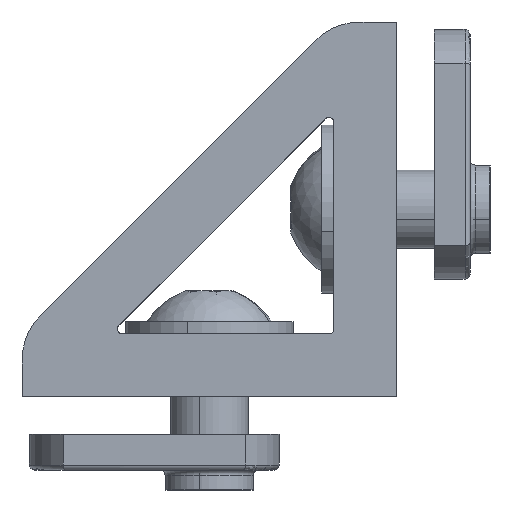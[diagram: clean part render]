
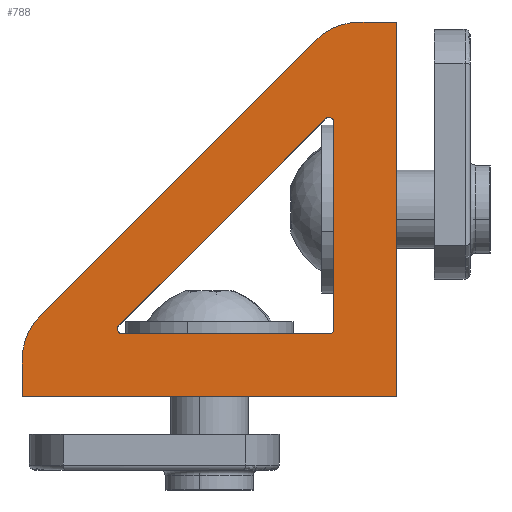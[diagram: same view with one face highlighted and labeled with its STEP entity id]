
A CAD part, left-side view. The second image highlights one B-rep face of the part: STEP entity #788.
In plain terms, the highlighted planar face has unit normal (-1, 0, 0).
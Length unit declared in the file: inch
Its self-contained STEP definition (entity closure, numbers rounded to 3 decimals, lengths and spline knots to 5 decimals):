
#22 = ORIENTED_EDGE ( 'NONE', *, *, #4778, .F. ) ;
#35 = ORIENTED_EDGE ( 'NONE', *, *, #4790, .T. ) ;
#68 = ORIENTED_EDGE ( 'NONE', *, *, #269, .T. ) ;
#109 = ORIENTED_EDGE ( 'NONE', *, *, #776, .T. ) ;
#145 = VERTEX_POINT ( 'NONE', #1801 ) ;
#147 = VERTEX_POINT ( 'NONE', #1820 ) ;
#148 = ORIENTED_EDGE ( 'NONE', *, *, #2962, .T. ) ;
#158 = EDGE_CURVE ( 'NONE', #469, #145, #1950, .T. ) ;
#189 = ORIENTED_EDGE ( 'NONE', *, *, #852, .T. ) ;
#194 = VERTEX_POINT ( 'NONE', #2203 ) ;
#211 = VERTEX_POINT ( 'NONE', #2358 ) ;
#225 = ORIENTED_EDGE ( 'NONE', *, *, #421, .T. ) ;
#269 = EDGE_CURVE ( 'NONE', #211, #194, #2793, .T. ) ;
#272 = ORIENTED_EDGE ( 'NONE', *, *, #4762, .F. ) ;
#274 = ORIENTED_EDGE ( 'NONE', *, *, #2182, .T. ) ;
#316 = EDGE_LOOP ( 'NONE', ( #274, #225, #189, #148, #109, #68, #35 ) ) ;
#337 = EDGE_CURVE ( 'NONE', #4751, #626, #3364, .T. ) ;
#409 = EDGE_LOOP ( 'NONE', ( #272, #2393, #910, #22, #504, #3581, #582 ) ) ;
#421 = EDGE_CURVE ( 'NONE', #147, #841, #1179, .T. ) ;
#456 = VERTEX_POINT ( 'NONE', #1473 ) ;
#469 = VERTEX_POINT ( 'NONE', #1541 ) ;
#479 = EDGE_CURVE ( 'NONE', #456, #684, #1585, .T. ) ;
#504 = ORIENTED_EDGE ( 'NONE', *, *, #479, .F. ) ;
#580 = EDGE_CURVE ( 'NONE', #145, #4806, #2336, .T. ) ;
#582 = ORIENTED_EDGE ( 'NONE', *, *, #337, .F. ) ;
#626 = VERTEX_POINT ( 'NONE', #2782 ) ;
#684 = VERTEX_POINT ( 'NONE', #3129 ) ;
#748 = VERTEX_POINT ( 'NONE', #3353 ) ;
#776 = EDGE_CURVE ( 'NONE', #748, #211, #3510, .T. ) ;
#788 = ADVANCED_FACE ( 'NONE', ( #3569, #3570 ), #3571, .T. ) ;
#841 = VERTEX_POINT ( 'NONE', #1054 ) ;
#852 = EDGE_CURVE ( 'NONE', #841, #2755, #1144, .T. ) ;
#910 = ORIENTED_EDGE ( 'NONE', *, *, #158, .F. ) ;
#1054 = CARTESIAN_POINT ( 'NONE',  ( -2.905, 0., 0. ) ) ;
#1144 = LINE ( 'NONE', #1145, #1146 ) ;
#1145 = CARTESIAN_POINT ( 'NONE',  ( -2.905, 0., 0. ) ) ;
#1146 = VECTOR ( 'NONE', #1147, 39.37008 ) ;
#1147 = DIRECTION ( 'NONE',  ( 0., 0., 1. ) ) ;
#1179 = LINE ( 'NONE', #1180, #1181 ) ;
#1180 = CARTESIAN_POINT ( 'NONE',  ( -2.905, 1.5, 0. ) ) ;
#1181 = VECTOR ( 'NONE', #1182, 39.37008 ) ;
#1182 = DIRECTION ( 'NONE',  ( 0., -1., 0. ) ) ;
#1473 = CARTESIAN_POINT ( 'NONE',  ( -2.905, 0.25, 0.27 ) ) ;
#1541 = CARTESIAN_POINT ( 'NONE',  ( -2.905, 0.27, 1.11772 ) ) ;
#1585 = LINE ( 'NONE', #1586, #1587 ) ;
#1586 = CARTESIAN_POINT ( 'NONE',  ( -2.905, 0.25, 0.27 ) ) ;
#1587 = VECTOR ( 'NONE', #1590, 39.37008 ) ;
#1590 = DIRECTION ( 'NONE',  ( 0., 0., 1. ) ) ;
#1801 = CARTESIAN_POINT ( 'NONE',  ( -2.905, 0.28414, 1.11186 ) ) ;
#1820 = CARTESIAN_POINT ( 'NONE',  ( -2.905, 1.5, 0. ) ) ;
#1950 = CIRCLE ( 'NONE', #1951, 0.02 ) ;
#1951 = AXIS2_PLACEMENT_3D ( 'NONE', #1952, #1953, #1954 ) ;
#1952 = CARTESIAN_POINT ( 'NONE',  ( -2.905, 0.27, 1.09772 ) ) ;
#1953 = DIRECTION ( 'NONE',  ( -1., 0., 0. ) ) ;
#1954 = DIRECTION ( 'NONE',  ( 0., 0., 1. ) ) ;
#1974 = VERTEX_POINT ( 'NONE', #2312 ) ;
#2182 = EDGE_CURVE ( 'NONE', #1974, #147, #2445, .T. ) ;
#2203 = CARTESIAN_POINT ( 'NONE',  ( -2.905, 1.42678, 0.32278 ) ) ;
#2204 = CARTESIAN_POINT ( 'NONE',  ( -2.905, 1.09772, 0.25 ) ) ;
#2312 = CARTESIAN_POINT ( 'NONE',  ( -2.905, 1.5, 0.146 ) ) ;
#2336 = LINE ( 'NONE', #2340, #2341 ) ;
#2340 = CARTESIAN_POINT ( 'NONE',  ( -2.905, 1.11186, 0.28414 ) ) ;
#2341 = VECTOR ( 'NONE', #2342, 39.37008 ) ;
#2342 = DIRECTION ( 'NONE',  ( 0., 0.707, -0.707 ) ) ;
#2358 = CARTESIAN_POINT ( 'NONE',  ( -2.905, 0.32278, 1.42678 ) ) ;
#2359 = CIRCLE ( 'NONE', #2360, 0.02 ) ;
#2360 = AXIS2_PLACEMENT_3D ( 'NONE', #2361, #2362, #2363 ) ;
#2361 = CARTESIAN_POINT ( 'NONE',  ( -2.905, 1.09772, 0.27 ) ) ;
#2362 = DIRECTION ( 'NONE',  ( -1., 0., 0. ) ) ;
#2363 = DIRECTION ( 'NONE',  ( 0., 0., 1. ) ) ;
#2393 = ORIENTED_EDGE ( 'NONE', *, *, #580, .F. ) ;
#2445 = LINE ( 'NONE', #2446, #2447 ) ;
#2446 = CARTESIAN_POINT ( 'NONE',  ( -2.905, 1.5, 0.146 ) ) ;
#2447 = VECTOR ( 'NONE', #2448, 39.37008 ) ;
#2448 = DIRECTION ( 'NONE',  ( 0., 0., -1. ) ) ;
#2498 = CIRCLE ( 'NONE', #2499, 0.02 ) ;
#2499 = AXIS2_PLACEMENT_3D ( 'NONE', #2500, #2501, #2502 ) ;
#2500 = CARTESIAN_POINT ( 'NONE',  ( -2.905, 0.27, 1.09772 ) ) ;
#2501 = DIRECTION ( 'NONE',  ( -1., 0., 0. ) ) ;
#2502 = DIRECTION ( 'NONE',  ( 0., 0., 1. ) ) ;
#2624 = CIRCLE ( 'NONE', #2625, 0.25 ) ;
#2625 = AXIS2_PLACEMENT_3D ( 'NONE', #2626, #2627, #2628 ) ;
#2626 = CARTESIAN_POINT ( 'NONE',  ( -2.905, 1.25, 0.146 ) ) ;
#2627 = DIRECTION ( 'NONE',  ( -1., 0., 0. ) ) ;
#2628 = DIRECTION ( 'NONE',  ( 0., 0., 1. ) ) ;
#2755 = VERTEX_POINT ( 'NONE', #2838 ) ;
#2780 = CARTESIAN_POINT ( 'NONE',  ( -2.905, 1.11186, 0.28414 ) ) ;
#2782 = CARTESIAN_POINT ( 'NONE',  ( -2.905, 0.27, 0.25 ) ) ;
#2793 = LINE ( 'NONE', #2794, #2795 ) ;
#2794 = CARTESIAN_POINT ( 'NONE',  ( -2.905, 1.42678, 0.32278 ) ) ;
#2795 = VECTOR ( 'NONE', #2796, 39.37008 ) ;
#2796 = DIRECTION ( 'NONE',  ( 0., 0.707, -0.707 ) ) ;
#2838 = CARTESIAN_POINT ( 'NONE',  ( -2.905, 0., 1.5 ) ) ;
#2962 = EDGE_CURVE ( 'NONE', #2755, #748, #2982, .T. ) ;
#2982 = LINE ( 'NONE', #2983, #2984 ) ;
#2983 = CARTESIAN_POINT ( 'NONE',  ( -2.905, 0., 1.5 ) ) ;
#2984 = VECTOR ( 'NONE', #2985, 39.37008 ) ;
#2985 = DIRECTION ( 'NONE',  ( 0., 1., 0. ) ) ;
#3129 = CARTESIAN_POINT ( 'NONE',  ( -2.905, 0.25, 1.09772 ) ) ;
#3207 = CIRCLE ( 'NONE', #3208, 0.02 ) ;
#3208 = AXIS2_PLACEMENT_3D ( 'NONE', #3209, #3211, #3212 ) ;
#3209 = CARTESIAN_POINT ( 'NONE',  ( -2.905, 0.27, 0.27 ) ) ;
#3211 = DIRECTION ( 'NONE',  ( -1., 0., 0. ) ) ;
#3212 = DIRECTION ( 'NONE',  ( 0., 0., 1. ) ) ;
#3228 = EDGE_CURVE ( 'NONE', #626, #456, #3207, .T. ) ;
#3353 = CARTESIAN_POINT ( 'NONE',  ( -2.905, 0.146, 1.5 ) ) ;
#3364 = LINE ( 'NONE', #3365, #3370 ) ;
#3365 = CARTESIAN_POINT ( 'NONE',  ( -2.905, 1.09772, 0.25 ) ) ;
#3370 = VECTOR ( 'NONE', #3371, 39.37008 ) ;
#3371 = DIRECTION ( 'NONE',  ( 0., -1., 0. ) ) ;
#3510 = CIRCLE ( 'NONE', #3511, 0.25 ) ;
#3511 = AXIS2_PLACEMENT_3D ( 'NONE', #3512, #3513, #3514 ) ;
#3512 = CARTESIAN_POINT ( 'NONE',  ( -2.905, 0.146, 1.25 ) ) ;
#3513 = DIRECTION ( 'NONE',  ( -1., 0., 0. ) ) ;
#3514 = DIRECTION ( 'NONE',  ( 0., 0., 1. ) ) ;
#3569 = FACE_BOUND ( 'NONE', #409, .T. ) ;
#3570 = FACE_OUTER_BOUND ( 'NONE', #316, .T. ) ;
#3571 = PLANE ( 'NONE',  #3572 ) ;
#3572 = AXIS2_PLACEMENT_3D ( 'NONE', #3573, #3574, #3575 ) ;
#3573 = CARTESIAN_POINT ( 'NONE',  ( -2.905, 0.146, 1.25 ) ) ;
#3574 = DIRECTION ( 'NONE',  ( -1., 0., 0. ) ) ;
#3575 = DIRECTION ( 'NONE',  ( 0., 0., 1. ) ) ;
#3581 = ORIENTED_EDGE ( 'NONE', *, *, #3228, .F. ) ;
#4751 = VERTEX_POINT ( 'NONE', #2204 ) ;
#4762 = EDGE_CURVE ( 'NONE', #4806, #4751, #2359, .T. ) ;
#4778 = EDGE_CURVE ( 'NONE', #684, #469, #2498, .T. ) ;
#4790 = EDGE_CURVE ( 'NONE', #194, #1974, #2624, .T. ) ;
#4806 = VERTEX_POINT ( 'NONE', #2780 ) ;
